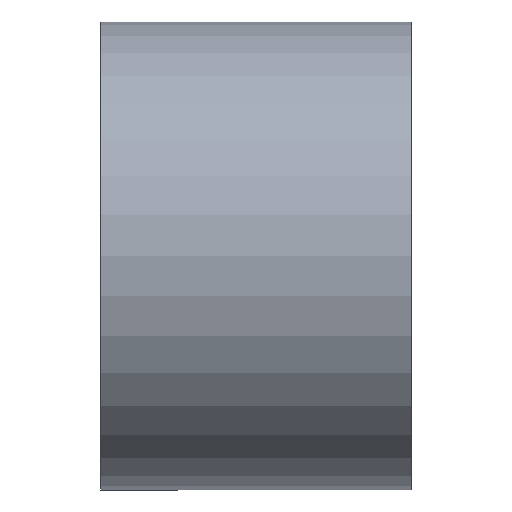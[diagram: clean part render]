
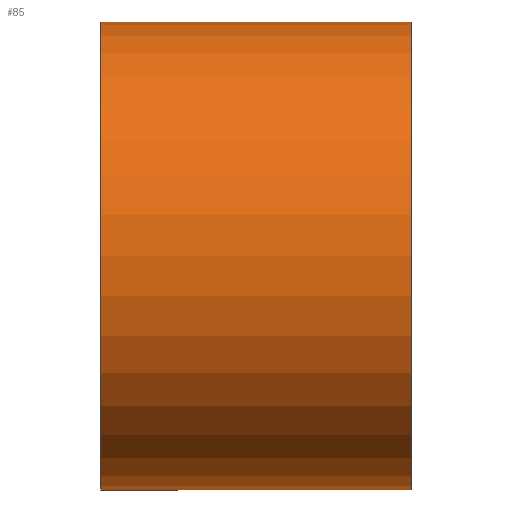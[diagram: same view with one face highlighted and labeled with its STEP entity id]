
A CAD part, top view. The second image highlights one B-rep face of the part: STEP entity #85.
In plain terms, the highlighted cylindrical face has radius 30.15 mm (diameter 60.3 mm), a partial arc.
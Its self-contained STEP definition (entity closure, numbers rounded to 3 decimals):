
#10 = DIRECTION ( 'NONE',  ( -1., 0., 0. ) ) ;
#18 = CARTESIAN_POINT ( 'NONE',  ( -20., 30.15, 0. ) ) ;
#25 = AXIS2_PLACEMENT_3D ( 'NONE', #191, #181, #155 ) ;
#30 = ORIENTED_EDGE ( 'NONE', *, *, #213, .F. ) ;
#31 = ORIENTED_EDGE ( 'NONE', *, *, #99, .T. ) ;
#49 = ORIENTED_EDGE ( 'NONE', *, *, #131, .T. ) ;
#51 = AXIS2_PLACEMENT_3D ( 'NONE', #161, #104, #179 ) ;
#56 = CARTESIAN_POINT ( 'NONE',  ( 20., 30.15, 0. ) ) ;
#60 = VECTOR ( 'NONE', #211, 1000. ) ;
#81 = VECTOR ( 'NONE', #214, 1000. ) ;
#84 = EDGE_CURVE ( 'NONE', #186, #232, #100, .T. ) ;
#85 = ADVANCED_FACE ( 'NONE', ( #244 ), #143, .T. ) ;
#89 = EDGE_LOOP ( 'NONE', ( #30, #49, #31, #201 ) ) ;
#91 = VERTEX_POINT ( 'NONE', #193 ) ;
#99 = EDGE_CURVE ( 'NONE', #91, #232, #140, .T. ) ;
#100 = LINE ( 'NONE', #18, #81 ) ;
#101 = CARTESIAN_POINT ( 'NONE',  ( -20., -30.15, 0. ) ) ;
#104 = DIRECTION ( 'NONE',  ( 1., 0., 0. ) ) ;
#131 = EDGE_CURVE ( 'NONE', #170, #91, #138, .T. ) ;
#138 = LINE ( 'NONE', #226, #60 ) ;
#140 = CIRCLE ( 'NONE', #25, 30.15 ) ;
#143 = CYLINDRICAL_SURFACE ( 'NONE', #51, 30.15 ) ;
#155 = DIRECTION ( 'NONE',  ( 0., -1., 0. ) ) ;
#161 = CARTESIAN_POINT ( 'NONE',  ( -20., 0., 0. ) ) ;
#170 = VERTEX_POINT ( 'NONE', #101 ) ;
#171 = CARTESIAN_POINT ( 'NONE',  ( -20., 0., 0. ) ) ;
#179 = DIRECTION ( 'NONE',  ( 0., 1., 0. ) ) ;
#181 = DIRECTION ( 'NONE',  ( -1., 0., 0. ) ) ;
#186 = VERTEX_POINT ( 'NONE', #216 ) ;
#191 = CARTESIAN_POINT ( 'NONE',  ( 20., 0., 0. ) ) ;
#193 = CARTESIAN_POINT ( 'NONE',  ( 20., -30.15, 0. ) ) ;
#199 = CIRCLE ( 'NONE', #223, 30.15 ) ;
#201 = ORIENTED_EDGE ( 'NONE', *, *, #84, .F. ) ;
#211 = DIRECTION ( 'NONE',  ( 1., 0., 0. ) ) ;
#213 = EDGE_CURVE ( 'NONE', #170, #186, #199, .T. ) ;
#214 = DIRECTION ( 'NONE',  ( 1., 0., 0. ) ) ;
#216 = CARTESIAN_POINT ( 'NONE',  ( -20., 30.15, 0. ) ) ;
#218 = DIRECTION ( 'NONE',  ( 0., -1., 0. ) ) ;
#223 = AXIS2_PLACEMENT_3D ( 'NONE', #171, #10, #218 ) ;
#226 = CARTESIAN_POINT ( 'NONE',  ( -20., -30.15, 0. ) ) ;
#232 = VERTEX_POINT ( 'NONE', #56 ) ;
#244 = FACE_OUTER_BOUND ( 'NONE', #89, .T. ) ;
